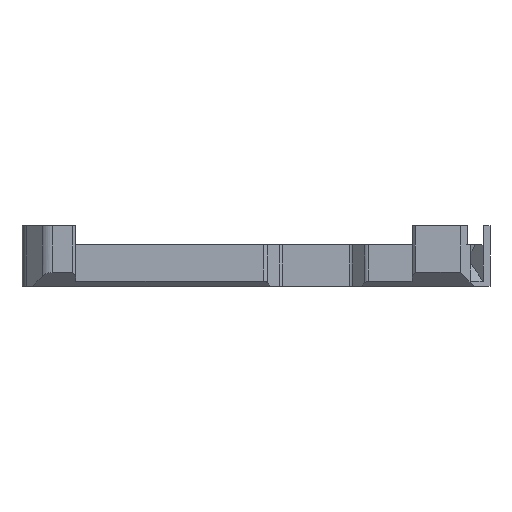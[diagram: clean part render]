
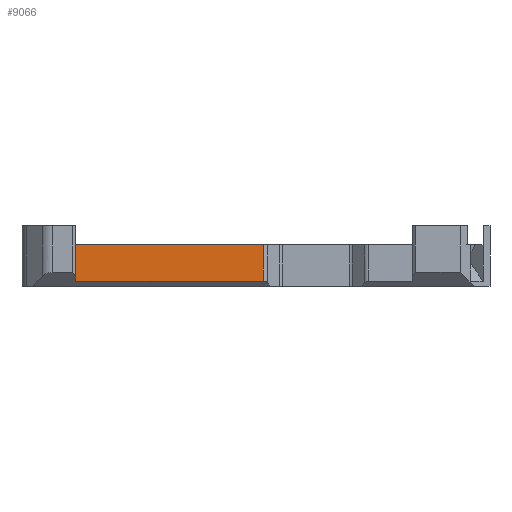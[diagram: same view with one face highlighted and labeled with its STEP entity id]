
A CAD part, left-side view. The second image highlights one B-rep face of the part: STEP entity #9066.
In plain terms, the highlighted planar face has unit normal (-1, 0, 0).
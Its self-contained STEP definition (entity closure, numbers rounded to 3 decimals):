
#126 = PLANE('',#127);
#127 = AXIS2_PLACEMENT_3D('',#128,#129,#130);
#128 = CARTESIAN_POINT('',(0.,-5.749,12.));
#129 = DIRECTION('',(0.,0.,1.));
#130 = DIRECTION('',(1.,0.,0.));
#1543 = VERTEX_POINT('',#1544);
#1544 = CARTESIAN_POINT('',(-57.5,52.,12.));
#1570 = EDGE_CURVE('',#1543,#1571,#1573,.T.);
#1571 = VERTEX_POINT('',#1572);
#1572 = CARTESIAN_POINT('',(-57.5,-2.15,12.));
#1573 = SURFACE_CURVE('',#1574,(#1578,#1585),.PCURVE_S1.);
#1574 = LINE('',#1575,#1576);
#1575 = CARTESIAN_POINT('',(-57.5,58.8,12.));
#1576 = VECTOR('',#1577,1.);
#1577 = DIRECTION('',(0.,-1.,0.));
#1578 = PCURVE('',#126,#1579);
#1579 = DEFINITIONAL_REPRESENTATION('',(#1580),#1584);
#1580 = LINE('',#1581,#1582);
#1581 = CARTESIAN_POINT('',(-57.5,64.549));
#1582 = VECTOR('',#1583,1.);
#1583 = DIRECTION('',(0.,-1.));
#1584 = ( GEOMETRIC_REPRESENTATION_CONTEXT(2) 
PARAMETRIC_REPRESENTATION_CONTEXT() REPRESENTATION_CONTEXT('2D SPACE',''
  ) );
#1585 = PCURVE('',#1586,#1591);
#1586 = PLANE('',#1587);
#1587 = AXIS2_PLACEMENT_3D('',#1588,#1589,#1590);
#1588 = CARTESIAN_POINT('',(-57.5,58.8,0.));
#1589 = DIRECTION('',(1.,0.,0.));
#1590 = DIRECTION('',(0.,-1.,0.));
#1591 = DEFINITIONAL_REPRESENTATION('',(#1592),#1596);
#1592 = LINE('',#1593,#1594);
#1593 = CARTESIAN_POINT('',(0.,-12.));
#1594 = VECTOR('',#1595,1.);
#1595 = DIRECTION('',(1.,0.));
#1596 = ( GEOMETRIC_REPRESENTATION_CONTEXT(2) 
PARAMETRIC_REPRESENTATION_CONTEXT() REPRESENTATION_CONTEXT('2D SPACE',''
  ) );
#1615 = CYLINDRICAL_SURFACE('',#1616,1.5);
#1616 = AXIS2_PLACEMENT_3D('',#1617,#1618,#1619);
#1617 = CARTESIAN_POINT('',(-56.,-2.15,0.));
#1618 = DIRECTION('',(-0.,-0.,-1.));
#1619 = DIRECTION('',(1.,0.,0.));
#5841 = PLANE('',#5842);
#5842 = AXIS2_PLACEMENT_3D('',#5843,#5844,#5845);
#5843 = CARTESIAN_POINT('',(-66.,-190.998,10.));
#5844 = DIRECTION('',(-0.707,0.,-0.707));
#5845 = DIRECTION('',(0.707,0.,-0.707));
#9033 = PLANE('',#9034);
#9034 = AXIS2_PLACEMENT_3D('',#9035,#9036,#9037);
#9035 = CARTESIAN_POINT('',(-59.,52.,0.));
#9036 = DIRECTION('',(0.,1.,0.));
#9037 = DIRECTION('',(1.,0.,0.));
#9066 = ADVANCED_FACE('',(#9067),#1586,.F.);
#9067 = FACE_BOUND('',#9068,.F.);
#9068 = EDGE_LOOP('',(#9069,#9094,#9115,#9116));
#9069 = ORIENTED_EDGE('',*,*,#9070,.T.);
#9070 = EDGE_CURVE('',#9071,#9073,#9075,.T.);
#9071 = VERTEX_POINT('',#9072);
#9072 = CARTESIAN_POINT('',(-57.5,-2.15,1.5));
#9073 = VERTEX_POINT('',#9074);
#9074 = CARTESIAN_POINT('',(-57.5,52.,1.5));
#9075 = SURFACE_CURVE('',#9076,(#9080,#9087),.PCURVE_S1.);
#9076 = LINE('',#9077,#9078);
#9077 = CARTESIAN_POINT('',(-57.5,-66.099,1.5));
#9078 = VECTOR('',#9079,1.);
#9079 = DIRECTION('',(0.,1.,0.));
#9080 = PCURVE('',#1586,#9081);
#9081 = DEFINITIONAL_REPRESENTATION('',(#9082),#9086);
#9082 = LINE('',#9083,#9084);
#9083 = CARTESIAN_POINT('',(124.899,-1.5));
#9084 = VECTOR('',#9085,1.);
#9085 = DIRECTION('',(-1.,0.));
#9086 = ( GEOMETRIC_REPRESENTATION_CONTEXT(2) 
PARAMETRIC_REPRESENTATION_CONTEXT() REPRESENTATION_CONTEXT('2D SPACE',''
  ) );
#9087 = PCURVE('',#5841,#9088);
#9088 = DEFINITIONAL_REPRESENTATION('',(#9089),#9093);
#9089 = LINE('',#9090,#9091);
#9090 = CARTESIAN_POINT('',(12.021,-124.899));
#9091 = VECTOR('',#9092,1.);
#9092 = DIRECTION('',(0.,-1.));
#9093 = ( GEOMETRIC_REPRESENTATION_CONTEXT(2) 
PARAMETRIC_REPRESENTATION_CONTEXT() REPRESENTATION_CONTEXT('2D SPACE',''
  ) );
#9094 = ORIENTED_EDGE('',*,*,#9095,.T.);
#9095 = EDGE_CURVE('',#9073,#1543,#9096,.T.);
#9096 = SURFACE_CURVE('',#9097,(#9101,#9108),.PCURVE_S1.);
#9097 = LINE('',#9098,#9099);
#9098 = CARTESIAN_POINT('',(-57.5,52.,0.));
#9099 = VECTOR('',#9100,1.);
#9100 = DIRECTION('',(0.,0.,1.));
#9101 = PCURVE('',#1586,#9102);
#9102 = DEFINITIONAL_REPRESENTATION('',(#9103),#9107);
#9103 = LINE('',#9104,#9105);
#9104 = CARTESIAN_POINT('',(6.8,0.));
#9105 = VECTOR('',#9106,1.);
#9106 = DIRECTION('',(0.,-1.));
#9107 = ( GEOMETRIC_REPRESENTATION_CONTEXT(2) 
PARAMETRIC_REPRESENTATION_CONTEXT() REPRESENTATION_CONTEXT('2D SPACE',''
  ) );
#9108 = PCURVE('',#9033,#9109);
#9109 = DEFINITIONAL_REPRESENTATION('',(#9110),#9114);
#9110 = LINE('',#9111,#9112);
#9111 = CARTESIAN_POINT('',(1.5,0.));
#9112 = VECTOR('',#9113,1.);
#9113 = DIRECTION('',(0.,-1.));
#9114 = ( GEOMETRIC_REPRESENTATION_CONTEXT(2) 
PARAMETRIC_REPRESENTATION_CONTEXT() REPRESENTATION_CONTEXT('2D SPACE',''
  ) );
#9115 = ORIENTED_EDGE('',*,*,#1570,.T.);
#9116 = ORIENTED_EDGE('',*,*,#9117,.F.);
#9117 = EDGE_CURVE('',#9071,#1571,#9118,.T.);
#9118 = SURFACE_CURVE('',#9119,(#9123,#9130),.PCURVE_S1.);
#9119 = LINE('',#9120,#9121);
#9120 = CARTESIAN_POINT('',(-57.5,-2.15,0.));
#9121 = VECTOR('',#9122,1.);
#9122 = DIRECTION('',(0.,0.,1.));
#9123 = PCURVE('',#1586,#9124);
#9124 = DEFINITIONAL_REPRESENTATION('',(#9125),#9129);
#9125 = LINE('',#9126,#9127);
#9126 = CARTESIAN_POINT('',(60.95,0.));
#9127 = VECTOR('',#9128,1.);
#9128 = DIRECTION('',(0.,-1.));
#9129 = ( GEOMETRIC_REPRESENTATION_CONTEXT(2) 
PARAMETRIC_REPRESENTATION_CONTEXT() REPRESENTATION_CONTEXT('2D SPACE',''
  ) );
#9130 = PCURVE('',#1615,#9131);
#9131 = DEFINITIONAL_REPRESENTATION('',(#9132),#9136);
#9132 = LINE('',#9133,#9134);
#9133 = CARTESIAN_POINT('',(-3.142,0.));
#9134 = VECTOR('',#9135,1.);
#9135 = DIRECTION('',(-0.,-1.));
#9136 = ( GEOMETRIC_REPRESENTATION_CONTEXT(2) 
PARAMETRIC_REPRESENTATION_CONTEXT() REPRESENTATION_CONTEXT('2D SPACE',''
  ) );
